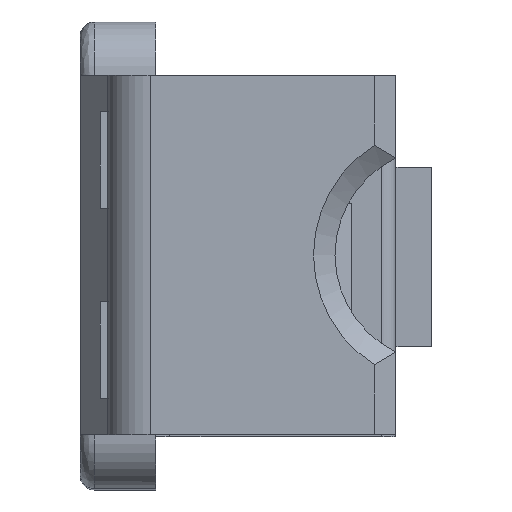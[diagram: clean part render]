
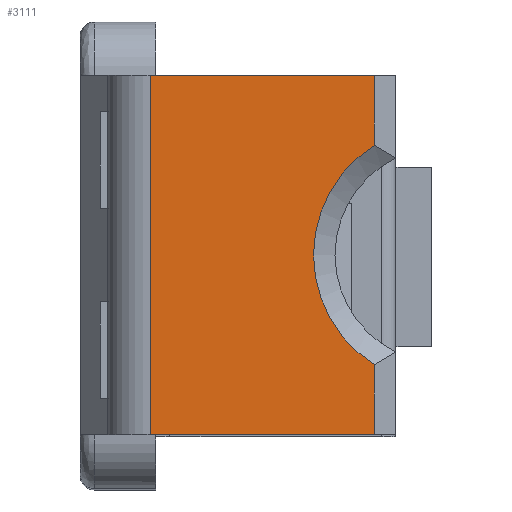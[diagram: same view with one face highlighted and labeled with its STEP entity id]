
A CAD part, top view. The second image highlights one B-rep face of the part: STEP entity #3111.
In plain terms, the highlighted planar face has unit normal (0, 0, 1).
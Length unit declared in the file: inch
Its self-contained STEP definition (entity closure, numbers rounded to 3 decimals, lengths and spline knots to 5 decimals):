
#61 = DIRECTION ( 'NONE',  ( 0., 0., 1. ) ) ;
#154 = ORIENTED_EDGE ( 'NONE', *, *, #374, .T. ) ;
#220 = VECTOR ( 'NONE', #4702, 39.37008 ) ;
#244 = CARTESIAN_POINT ( 'NONE',  ( 0.41235, -0.19685, 0.6811 ) ) ;
#374 = EDGE_CURVE ( 'NONE', #3805, #3266, #4592, .T. ) ;
#396 = EDGE_LOOP ( 'NONE', ( #4359, #3055, #4443, #962, #3534, #154 ) ) ;
#749 = VERTEX_POINT ( 'NONE', #4976 ) ;
#962 = ORIENTED_EDGE ( 'NONE', *, *, #5491, .F. ) ;
#1071 = LINE ( 'NONE', #1100, #3636 ) ;
#1100 = CARTESIAN_POINT ( 'NONE',  ( -0.04197, 0.19685, 0.6811 ) ) ;
#1137 = DIRECTION ( 'NONE',  ( -1., 0., 0. ) ) ;
#1234 = DIRECTION ( 'NONE',  ( 0., 0., -1. ) ) ;
#1353 = VECTOR ( 'NONE', #4231, 39.37008 ) ;
#1419 = AXIS2_PLACEMENT_3D ( 'NONE', #3456, #1234, #4772 ) ;
#1536 = LINE ( 'NONE', #3378, #220 ) ;
#1702 = CARTESIAN_POINT ( 'NONE',  ( 0.32268, 0.19685, 0.6811 ) ) ;
#1819 = FACE_OUTER_BOUND ( 'NONE', #396, .T. ) ;
#1889 = PLANE ( 'NONE',  #2171 ) ;
#2018 = VERTEX_POINT ( 'NONE', #3901 ) ;
#2171 = AXIS2_PLACEMENT_3D ( 'NONE', #3204, #61, #2265 ) ;
#2265 = DIRECTION ( 'NONE',  ( 1., 0., 0. ) ) ;
#2366 = CARTESIAN_POINT ( 'NONE',  ( 0.32268, -0.12029, 0.6811 ) ) ;
#2461 = DIRECTION ( 'NONE',  ( 1., 0., 0. ) ) ;
#2839 = VERTEX_POINT ( 'NONE', #3353 ) ;
#2947 = LINE ( 'NONE', #3848, #3023 ) ;
#2985 = EDGE_CURVE ( 'NONE', #749, #2839, #1536, .T. ) ;
#3023 = VECTOR ( 'NONE', #5647, 39.37008 ) ;
#3055 = ORIENTED_EDGE ( 'NONE', *, *, #3875, .F. ) ;
#3111 = ADVANCED_FACE ( 'NONE', ( #1819 ), #1889, .T. ) ;
#3204 = CARTESIAN_POINT ( 'NONE',  ( 0., 0.23622, 0.6811 ) ) ;
#3266 = VERTEX_POINT ( 'NONE', #5074 ) ;
#3321 = VECTOR ( 'NONE', #1137, 39.37008 ) ;
#3353 = CARTESIAN_POINT ( 'NONE',  ( 0.07678, 0.19685, 0.6811 ) ) ;
#3378 = CARTESIAN_POINT ( 'NONE',  ( 0.07678, -1.28758, 0.6811 ) ) ;
#3447 = EDGE_CURVE ( 'NONE', #3266, #5180, #2947, .T. ) ;
#3456 = CARTESIAN_POINT ( 'NONE',  ( 0.39764, 0., 0.6811 ) ) ;
#3534 = ORIENTED_EDGE ( 'NONE', *, *, #4856, .T. ) ;
#3636 = VECTOR ( 'NONE', #2461, 39.37008 ) ;
#3805 = VERTEX_POINT ( 'NONE', #2366 ) ;
#3848 = CARTESIAN_POINT ( 'NONE',  ( 0.32268, 0.23622, 0.6811 ) ) ;
#3875 = EDGE_CURVE ( 'NONE', #2839, #5180, #1071, .T. ) ;
#3901 = CARTESIAN_POINT ( 'NONE',  ( 0.32268, -0.19685, 0.6811 ) ) ;
#4231 = DIRECTION ( 'NONE',  ( 0., 1., 0. ) ) ;
#4359 = ORIENTED_EDGE ( 'NONE', *, *, #3447, .T. ) ;
#4443 = ORIENTED_EDGE ( 'NONE', *, *, #2985, .F. ) ;
#4592 = CIRCLE ( 'NONE', #1419, 0.14173 ) ;
#4684 = CARTESIAN_POINT ( 'NONE',  ( 0.32268, 0.23622, 0.6811 ) ) ;
#4697 = LINE ( 'NONE', #244, #3321 ) ;
#4702 = DIRECTION ( 'NONE',  ( 0., 1., 0. ) ) ;
#4772 = DIRECTION ( 'NONE',  ( 1., 0., 0. ) ) ;
#4856 = EDGE_CURVE ( 'NONE', #2018, #3805, #5089, .T. ) ;
#4976 = CARTESIAN_POINT ( 'NONE',  ( 0.07678, -0.19685, 0.6811 ) ) ;
#5074 = CARTESIAN_POINT ( 'NONE',  ( 0.32268, 0.12029, 0.6811 ) ) ;
#5089 = LINE ( 'NONE', #4684, #1353 ) ;
#5180 = VERTEX_POINT ( 'NONE', #1702 ) ;
#5491 = EDGE_CURVE ( 'NONE', #2018, #749, #4697, .T. ) ;
#5647 = DIRECTION ( 'NONE',  ( 0., 1., 0. ) ) ;
